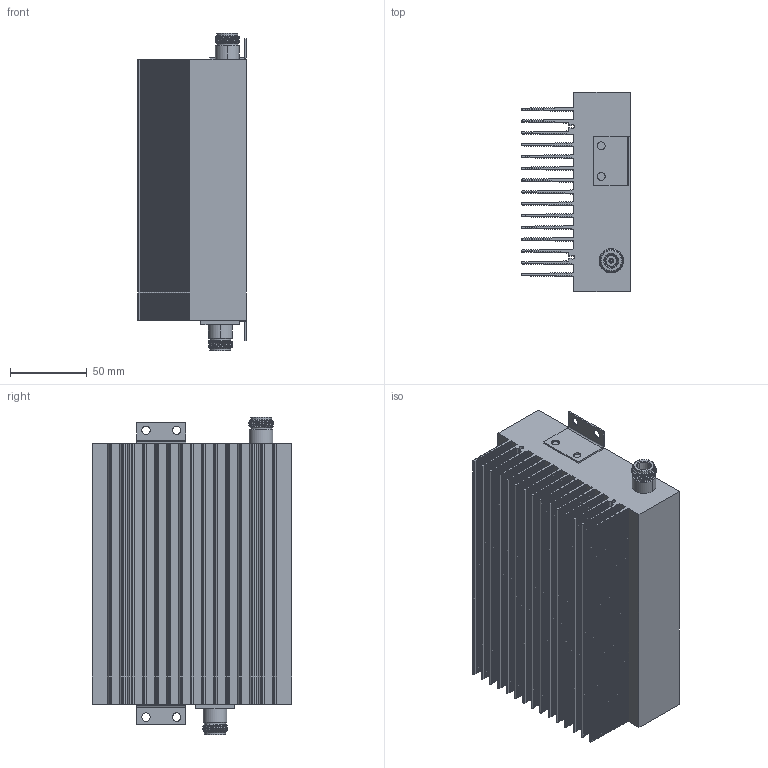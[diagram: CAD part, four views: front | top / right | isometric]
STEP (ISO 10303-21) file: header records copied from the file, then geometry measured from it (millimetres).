
FILE_DESCRIPTION (( 'STEP AP214' ), '1' );
FILE_NAME ('FMAT7482-10_3D.step', '2023-03-13T23:56:08', ( '' ), ( '' ), 'SwSTEP 2.0', 'SolidWorks 2022', '' );
FILE_SCHEMA (( 'AUTOMOTIVE_DESIGN' ));
Length unit declared in the file: inch
Products named in the file (6): Copy of N-Type^FMAT7482-10; Copy (2) of N-Type^FMAT7482-10; Copy (2) of Bracket^FMAT7482-10; Copy of Bracket^FMAT7482-10; Copy of 100w^FMAT7482-10; FMAT7482-10_3D
Assembly tree (5 placements, depth 2):
  FMAT7482-10_3D
    Copy of 100w^FMAT7482-10
    Copy of N-Type^FMAT7482-10
    Copy (2) of N-Type^FMAT7482-10
    Copy of Bracket^FMAT7482-10
    Copy (2) of Bracket^FMAT7482-10
Bounding box: 71 x 130 x 207.2 mm (x, y, z)
Volume: 965866.8 mm3; surface area: 264466.3 mm2
Topology: 5 solids, 5 shells, 1876 faces, 5527 edges, 3676 vertices
Faces by surface type: plane 1690, cylinder 136, cone 44, bspline 6
Entity records: 64293 total; most frequent: CARTESIAN_POINT 14125, ORIENTED_EDGE 11054, DIRECTION 9385, EDGE_CURVE 5527, LINE 5117, VECTOR 5117, VERTEX_POINT 3676, AXIS2_PLACEMENT_3D 2134
